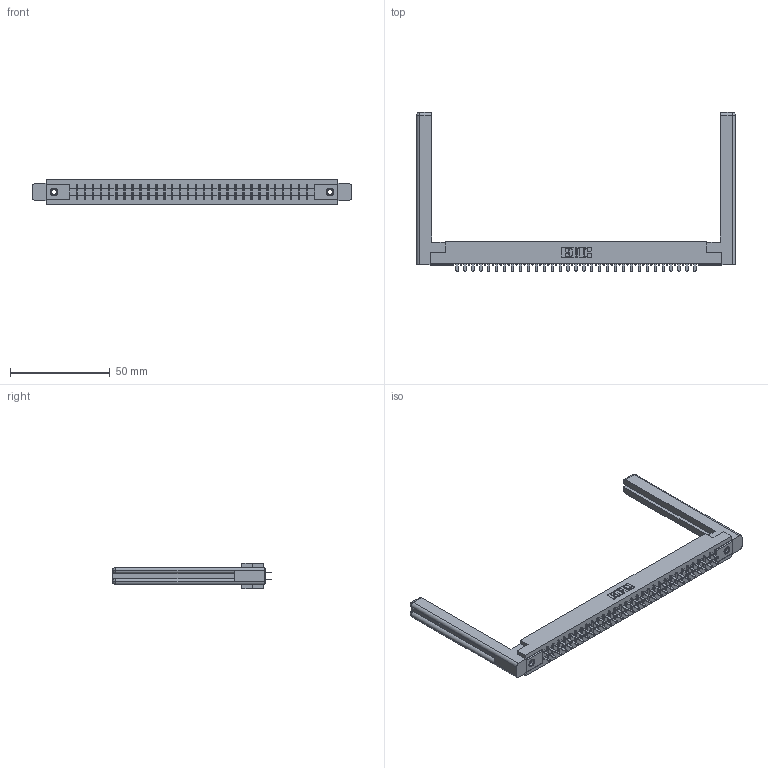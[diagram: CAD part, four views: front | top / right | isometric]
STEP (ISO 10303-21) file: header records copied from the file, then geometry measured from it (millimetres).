
FILE_DESCRIPTION (( 'STEP AP203' ), '1' );
FILE_NAME ('305-062-521-558.STEP', '2019-09-10T02:02:37', ( '' ), ( '' ), 'SwSTEP 2.0', 'SolidWorks 2016', '' );
FILE_SCHEMA (( 'CONFIG_CONTROL_DESIGN' ));
Length unit declared in the file: inch
Products named in the file (5): 305-062-521-558; 305-290-001_521; 305 Part_.156 Dia; 345-250-001_345-250-001-102; 307-220-058
Assembly tree (67 placements, depth 2):
  305-062-521-558
    305 Part_.156 Dia
    305-290-001_521  x62
    345-250-001_345-250-001-102  x2
    307-220-058  x2
Bounding box: 159.46 x 79.5 x 12.7 mm (x, y, z)
Volume: 23239.5 mm3; surface area: 25461.1 mm2
Topology: 67 solids, 67 shells, 3110 faces, 8823 edges, 5702 vertices
Faces by surface type: plane 1826, cylinder 1136, sphere 124, cone 12, torus 12
Entity records: 37417 total; most frequent: CARTESIAN_POINT 6206, ORIENTED_EDGE 6100, DIRECTION 5974, EDGE_CURVE 3050, LINE 2446, VECTOR 2446, VERTEX_POINT 1942, AXIS2_PLACEMENT_3D 1764
